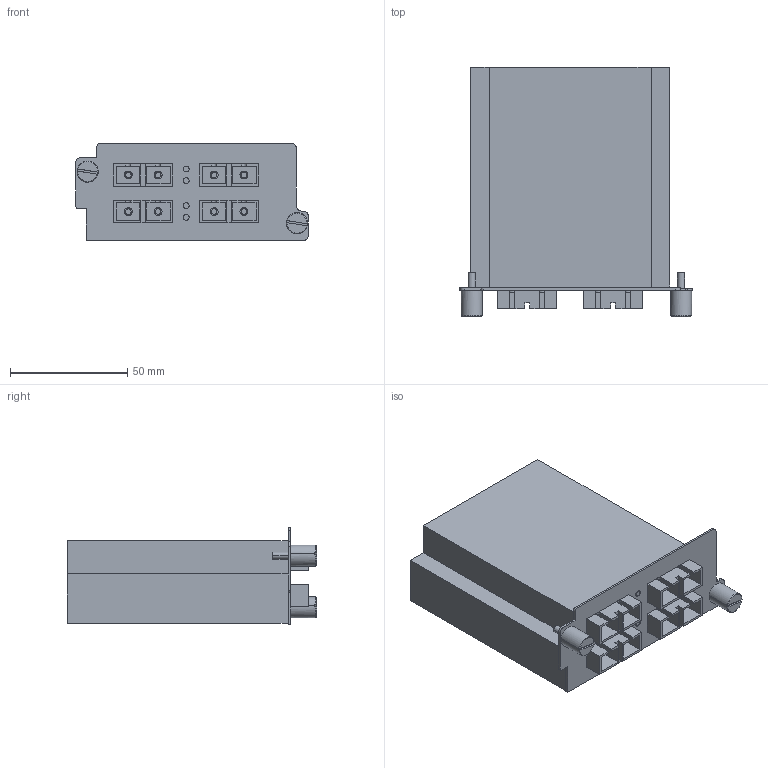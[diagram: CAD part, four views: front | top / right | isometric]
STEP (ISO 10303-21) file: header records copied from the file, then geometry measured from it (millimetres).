
FILE_DESCRIPTION(('CATIA V5 STEP Exchange','CAx-IF Rec.Pracs.--- Model Styling and Organization---1.4--- 2014-01-23'),'2;1');
FILE_NAME ('D1509221_2_2779170000_S3D_IE_SWM_SL04_4SC_4SCS.stp','2021-11-09T13:44:25+00:00',('none'),('Weidmueller'),'CATIA Version 5-6 Release 2016 SP3 HF44','CATIA V5 STEP AP214','none');
FILE_SCHEMA(('AUTOMOTIVE_DESIGN { 1 0 10303 214 1 1 1 1 }'));
Length unit declared in the file: millimetre
Products named in the file (1): S3D_IE_SWM_SL04_4SC_4SCS
Bounding box: 99 x 106.14 x 41.2 mm (x, y, z)
Volume: 264380.9 mm3; surface area: 47470.8 mm2
Topology: 20 solids, 20 shells, 535 faces, 1309 edges, 876 vertices
Faces by surface type: plane 456, cylinder 75, cone 4
Entity records: 14559 total; most frequent: ORIENTED_EDGE 2618, CARTESIAN_POINT 2483, DIRECTION 1771, EDGE_CURVE 1309, VECTOR 1119, LINE 1119, VERTEX_POINT 876, EDGE_LOOP 625
